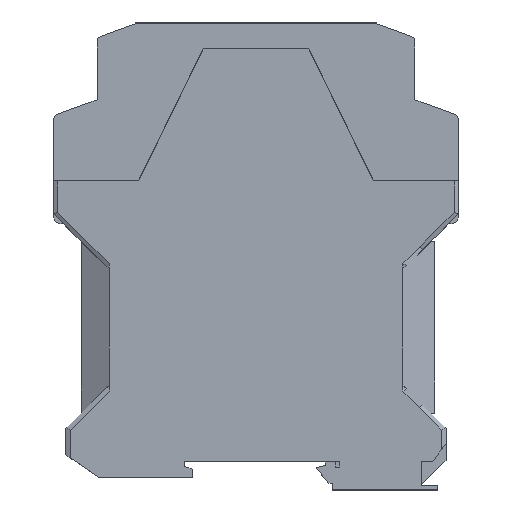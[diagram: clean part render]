
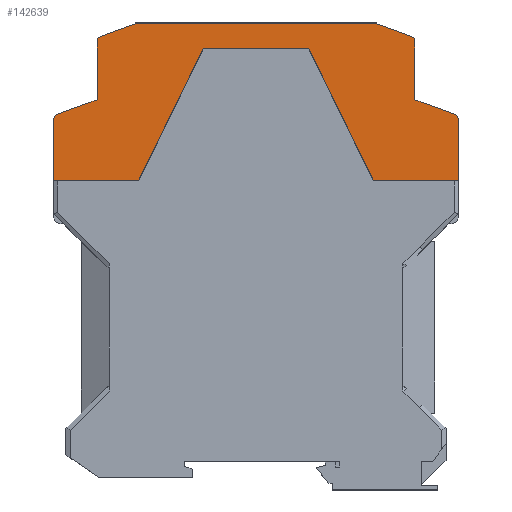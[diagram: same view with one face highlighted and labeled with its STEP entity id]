
A CAD part, top view. The second image highlights one B-rep face of the part: STEP entity #142639.
In plain terms, the highlighted planar face has unit normal (0, 0, 1).
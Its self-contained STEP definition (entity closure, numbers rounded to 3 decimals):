
#138905=CARTESIAN_POINT('',(29.076,20.6,12.5));
#138906=DIRECTION('',(0.,0.,-1.));
#138907=DIRECTION('',(0.,-1.,0.));
#138908=AXIS2_PLACEMENT_3D('',#138905,#138906,#138907);
#138910=DIRECTION('',(-0.438,0.899,0.));
#138911=VECTOR('',#138910,35.847);
#138912=CARTESIAN_POINT('',(28.627,20.381,12.5));
#138913=LINE('',#138912,#138911);
#138914=DIRECTION('',(-0.438,-0.899,0.));
#138915=VECTOR('',#138914,35.847);
#138916=CARTESIAN_POINT('',(-12.912,52.6,12.5));
#138917=LINE('',#138916,#138915);
#138918=CARTESIAN_POINT('',(-29.076,20.6,12.5));
#138919=DIRECTION('',(0.,0.,-1.));
#138920=DIRECTION('',(0.899,-0.438,0.));
#138921=AXIS2_PLACEMENT_3D('',#138918,#138919,#138920);
#138923=CARTESIAN_POINT('',(-47.997,35.048,12.5));
#138924=DIRECTION('',(0.,0.,-1.));
#138925=DIRECTION('',(-1.,0.,0.));
#138926=AXIS2_PLACEMENT_3D('',#138923,#138924,#138925);
#138928=DIRECTION('',(0.94,0.342,0.));
#138929=VECTOR('',#138928,10.228);
#138930=CARTESIAN_POINT('',(-48.511,36.46,12.5));
#138931=LINE('',#138930,#138929);
#138932=CARTESIAN_POINT('',(-37.397,54.126,12.5));
#138933=DIRECTION('',(0.,0.,-1.));
#138934=DIRECTION('',(-1.,0.,0.));
#138935=AXIS2_PLACEMENT_3D('',#138932,#138933,#138934);
#138937=DIRECTION('',(0.94,0.342,0.));
#138938=VECTOR('',#138937,8.951);
#138939=CARTESIAN_POINT('',(-37.911,55.539,12.5));
#138940=LINE('',#138939,#138938);
#138941=DIRECTION('',(0.94,-0.342,0.));
#138942=VECTOR('',#138941,8.951);
#138943=CARTESIAN_POINT('',(29.5,58.6,12.5));
#138944=LINE('',#138943,#138942);
#138945=CARTESIAN_POINT('',(37.397,54.126,12.5));
#138946=DIRECTION('',(0.,0.,-1.));
#138947=DIRECTION('',(0.342,0.94,0.));
#138948=AXIS2_PLACEMENT_3D('',#138945,#138946,#138947);
#138950=DIRECTION('',(0.94,-0.342,0.));
#138951=VECTOR('',#138950,10.228);
#138952=CARTESIAN_POINT('',(38.9,39.958,12.5));
#138953=LINE('',#138952,#138951);
#138954=CARTESIAN_POINT('',(47.997,35.048,12.5));
#138955=DIRECTION('',(0.,0.,-1.));
#138956=DIRECTION('',(0.342,0.94,0.));
#138957=AXIS2_PLACEMENT_3D('',#138954,#138955,#138956);
#138967=DIRECTION('',(1.,0.,0.));
#138968=VECTOR('',#138967,20.424);
#138969=CARTESIAN_POINT('',(29.076,20.1,12.5));
#138970=LINE('',#138969,#138968);
#138975=DIRECTION('',(0.,1.,0.));
#138976=VECTOR('',#138975,14.948);
#138977=CARTESIAN_POINT('',(49.5,20.1,12.5));
#138978=LINE('',#138977,#138976);
#139084=DIRECTION('',(0.,1.,0.));
#139085=VECTOR('',#139084,14.168);
#139086=CARTESIAN_POINT('',(38.9,39.958,12.5));
#139087=LINE('',#139086,#139085);
#139104=DIRECTION('',(-1.,0.,0.));
#139105=VECTOR('',#139104,59.);
#139106=CARTESIAN_POINT('',(29.5,58.6,12.5));
#139107=LINE('',#139106,#139105);
#139251=DIRECTION('',(0.,-1.,0.));
#139252=VECTOR('',#139251,14.168);
#139253=CARTESIAN_POINT('',(-38.9,54.126,12.5));
#139254=LINE('',#139253,#139252);
#139279=DIRECTION('',(0.,-1.,0.));
#139280=VECTOR('',#139279,14.948);
#139281=CARTESIAN_POINT('',(-49.5,35.048,12.5));
#139282=LINE('',#139281,#139280);
#139291=DIRECTION('',(1.,0.,0.));
#139292=VECTOR('',#139291,20.424);
#139293=CARTESIAN_POINT('',(-49.5,20.1,12.5));
#139294=LINE('',#139293,#139292);
#139315=DIRECTION('',(1.,0.,0.));
#139316=VECTOR('',#139315,25.825);
#139317=CARTESIAN_POINT('',(-12.912,52.6,12.5));
#139318=LINE('',#139317,#139316);
#141705=CARTESIAN_POINT('',(29.076,20.1,12.5));
#141706=CARTESIAN_POINT('',(28.627,20.381,12.5));
#141707=VERTEX_POINT('',#141705);
#141708=VERTEX_POINT('',#141706);
#141709=CARTESIAN_POINT('',(12.912,52.6,12.5));
#141710=VERTEX_POINT('',#141709);
#141711=CARTESIAN_POINT('',(-12.912,52.6,12.5));
#141712=VERTEX_POINT('',#141711);
#141713=CARTESIAN_POINT('',(-28.627,20.381,12.5));
#141714=VERTEX_POINT('',#141713);
#141715=CARTESIAN_POINT('',(-29.076,20.1,12.5));
#141716=VERTEX_POINT('',#141715);
#141717=CARTESIAN_POINT('',(-49.5,20.1,12.5));
#141718=VERTEX_POINT('',#141717);
#141719=CARTESIAN_POINT('',(-49.5,35.048,12.5));
#141720=VERTEX_POINT('',#141719);
#141721=CARTESIAN_POINT('',(-48.511,36.46,12.5));
#141722=VERTEX_POINT('',#141721);
#141723=CARTESIAN_POINT('',(-38.9,39.958,12.5));
#141724=VERTEX_POINT('',#141723);
#141725=CARTESIAN_POINT('',(-38.9,54.126,12.5));
#141726=VERTEX_POINT('',#141725);
#141727=CARTESIAN_POINT('',(-37.911,55.539,12.5));
#141728=VERTEX_POINT('',#141727);
#141729=CARTESIAN_POINT('',(-29.5,58.6,12.5));
#141730=VERTEX_POINT('',#141729);
#141731=CARTESIAN_POINT('',(29.5,58.6,12.5));
#141732=VERTEX_POINT('',#141731);
#141733=CARTESIAN_POINT('',(37.911,55.539,12.5));
#141734=VERTEX_POINT('',#141733);
#141735=CARTESIAN_POINT('',(38.9,54.126,12.5));
#141736=VERTEX_POINT('',#141735);
#141737=CARTESIAN_POINT('',(38.9,39.958,12.5));
#141738=VERTEX_POINT('',#141737);
#141739=CARTESIAN_POINT('',(48.511,36.46,12.5));
#141740=VERTEX_POINT('',#141739);
#141741=CARTESIAN_POINT('',(49.5,35.048,12.5));
#141742=VERTEX_POINT('',#141741);
#141743=CARTESIAN_POINT('',(49.5,20.1,12.5));
#141744=VERTEX_POINT('',#141743);
#142592=CARTESIAN_POINT('',(0.,39.35,12.5));
#142593=DIRECTION('',(0.,0.,1.));
#142594=DIRECTION('',(-1.,0.,0.));
#142595=AXIS2_PLACEMENT_3D('',#142592,#142593,#142594);
#142596=PLANE('',#142595);
#142598=ORIENTED_EDGE('',*,*,#142597,.T.);
#142600=ORIENTED_EDGE('',*,*,#142599,.T.);
#142602=ORIENTED_EDGE('',*,*,#142601,.F.);
#142604=ORIENTED_EDGE('',*,*,#142603,.T.);
#142606=ORIENTED_EDGE('',*,*,#142605,.T.);
#142608=ORIENTED_EDGE('',*,*,#142607,.F.);
#142610=ORIENTED_EDGE('',*,*,#142609,.F.);
#142612=ORIENTED_EDGE('',*,*,#142611,.T.);
#142614=ORIENTED_EDGE('',*,*,#142613,.T.);
#142616=ORIENTED_EDGE('',*,*,#142615,.F.);
#142618=ORIENTED_EDGE('',*,*,#142617,.T.);
#142620=ORIENTED_EDGE('',*,*,#142619,.T.);
#142622=ORIENTED_EDGE('',*,*,#142621,.F.);
#142624=ORIENTED_EDGE('',*,*,#142623,.T.);
#142626=ORIENTED_EDGE('',*,*,#142625,.T.);
#142628=ORIENTED_EDGE('',*,*,#142627,.F.);
#142630=ORIENTED_EDGE('',*,*,#142629,.T.);
#142632=ORIENTED_EDGE('',*,*,#142631,.T.);
#142634=ORIENTED_EDGE('',*,*,#142633,.F.);
#142636=ORIENTED_EDGE('',*,*,#142635,.F.);
#142637=EDGE_LOOP('',(#142598,#142600,#142602,#142604,#142606,#142608,#142610,
#142612,#142614,#142616,#142618,#142620,#142622,#142624,#142626,#142628,#142630,
#142632,#142634,#142636));
#142638=FACE_OUTER_BOUND('',#142637,.F.);
#138909=CIRCLE('',#138908,0.5);
#138922=CIRCLE('',#138921,0.5);
#138927=CIRCLE('',#138926,1.503);
#138936=CIRCLE('',#138935,1.503);
#138949=CIRCLE('',#138948,1.503);
#138958=CIRCLE('',#138957,1.503);
#142597=EDGE_CURVE('',#141707,#141708,#138909,.T.);
#142599=EDGE_CURVE('',#141708,#141710,#138913,.T.);
#142601=EDGE_CURVE('',#141712,#141710,#139318,.T.);
#142603=EDGE_CURVE('',#141712,#141714,#138917,.T.);
#142605=EDGE_CURVE('',#141714,#141716,#138922,.T.);
#142607=EDGE_CURVE('',#141718,#141716,#139294,.T.);
#142609=EDGE_CURVE('',#141720,#141718,#139282,.T.);
#142611=EDGE_CURVE('',#141720,#141722,#138927,.T.);
#142613=EDGE_CURVE('',#141722,#141724,#138931,.T.);
#142615=EDGE_CURVE('',#141726,#141724,#139254,.T.);
#142617=EDGE_CURVE('',#141726,#141728,#138936,.T.);
#142619=EDGE_CURVE('',#141728,#141730,#138940,.T.);
#142621=EDGE_CURVE('',#141732,#141730,#139107,.T.);
#142623=EDGE_CURVE('',#141732,#141734,#138944,.T.);
#142625=EDGE_CURVE('',#141734,#141736,#138949,.T.);
#142627=EDGE_CURVE('',#141738,#141736,#139087,.T.);
#142629=EDGE_CURVE('',#141738,#141740,#138953,.T.);
#142631=EDGE_CURVE('',#141740,#141742,#138958,.T.);
#142633=EDGE_CURVE('',#141744,#141742,#138978,.T.);
#142635=EDGE_CURVE('',#141707,#141744,#138970,.T.);
#142639=ADVANCED_FACE('',(#142638),#142596,.T.);
